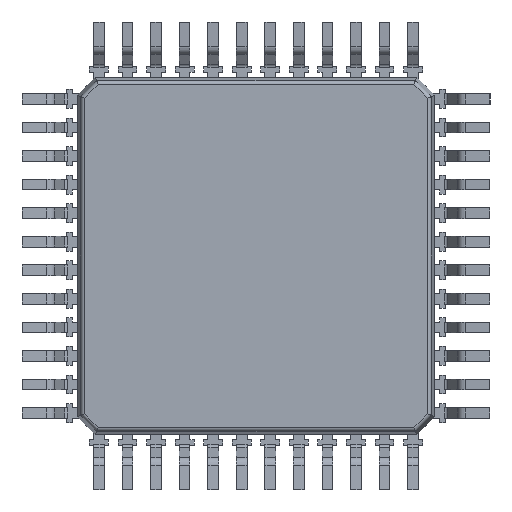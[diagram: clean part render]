
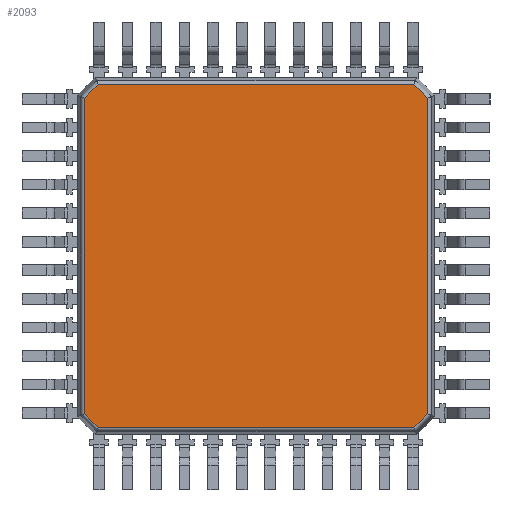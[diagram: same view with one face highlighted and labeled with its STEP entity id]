
A CAD part, front view. The second image highlights one B-rep face of the part: STEP entity #2093.
In plain terms, the highlighted planar face has unit normal (0, -1, 0).
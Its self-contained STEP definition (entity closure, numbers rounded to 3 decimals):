
#227 = LINE ( 'NONE', #20413, #2031 ) ;
#1230 = LINE ( 'NONE', #16290, #14511 ) ;
#1504 = DIRECTION ( 'NONE',  ( 0., 0., 1. ) ) ;
#1902 = ORIENTED_EDGE ( 'NONE', *, *, #6980, .T. ) ;
#2031 = VECTOR ( 'NONE', #30767, 1000. ) ;
#2093 = ADVANCED_FACE ( 'NONE', ( #9074 ), #21564, .F. ) ;
#2347 = VERTEX_POINT ( 'NONE', #3010 ) ;
#2712 = ORIENTED_EDGE ( 'NONE', *, *, #14366, .T. ) ;
#3010 = CARTESIAN_POINT ( 'NONE',  ( -4.421, 0.15, 4.808 ) ) ;
#3673 = CARTESIAN_POINT ( 'NONE',  ( -4.808, 0.15, -4.454 ) ) ;
#3898 = DIRECTION ( 'NONE',  ( -0.707, 0., 0.707 ) ) ;
#4017 = LINE ( 'NONE', #24366, #4897 ) ;
#4082 = EDGE_CURVE ( 'NONE', #14947, #17678, #29652, .T. ) ;
#4897 = VECTOR ( 'NONE', #1504, 1000. ) ;
#5197 = CARTESIAN_POINT ( 'NONE',  ( -4.832, 0.15, 4.397 ) ) ;
#5764 = CARTESIAN_POINT ( 'NONE',  ( 4.808, 0.15, 4.421 ) ) ;
#6241 = ORIENTED_EDGE ( 'NONE', *, *, #15853, .T. ) ;
#6416 = CARTESIAN_POINT ( 'NONE',  ( -4.421, 0.15, -4.808 ) ) ;
#6495 = CARTESIAN_POINT ( 'NONE',  ( 4.421, 0.15, 4.808 ) ) ;
#6980 = EDGE_CURVE ( 'NONE', #10016, #14947, #21841, .T. ) ;
#7314 = EDGE_CURVE ( 'NONE', #9930, #17515, #11331, .T. ) ;
#8295 = VECTOR ( 'NONE', #26813, 1000. ) ;
#8915 = CARTESIAN_POINT ( 'NONE',  ( 5., 0.15, 5. ) ) ;
#9074 = FACE_OUTER_BOUND ( 'NONE', #23831, .T. ) ;
#9825 = VERTEX_POINT ( 'NONE', #6495 ) ;
#9930 = VERTEX_POINT ( 'NONE', #17496 ) ;
#10016 = VERTEX_POINT ( 'NONE', #23152 ) ;
#11280 = DIRECTION ( 'NONE',  ( -1., 0., 0. ) ) ;
#11331 = LINE ( 'NONE', #26650, #8295 ) ;
#11377 = EDGE_CURVE ( 'NONE', #26158, #9825, #22217, .T. ) ;
#11915 = ORIENTED_EDGE ( 'NONE', *, *, #4082, .T. ) ;
#12322 = ORIENTED_EDGE ( 'NONE', *, *, #11377, .T. ) ;
#13586 = DIRECTION ( 'NONE',  ( 0., 0., 1. ) ) ;
#13638 = ORIENTED_EDGE ( 'NONE', *, *, #30198, .T. ) ;
#14366 = EDGE_CURVE ( 'NONE', #17515, #26158, #4017, .T. ) ;
#14445 = VECTOR ( 'NONE', #3898, 1000. ) ;
#14511 = VECTOR ( 'NONE', #11280, 1000. ) ;
#14947 = VERTEX_POINT ( 'NONE', #30289 ) ;
#15808 = CARTESIAN_POINT ( 'NONE',  ( 4.808, 0.15, -4.421 ) ) ;
#15853 = EDGE_CURVE ( 'NONE', #2347, #10016, #28038, .T. ) ;
#16290 = CARTESIAN_POINT ( 'NONE',  ( -4.454, 0.15, 4.808 ) ) ;
#16362 = VECTOR ( 'NONE', #19955, 1000. ) ;
#16739 = DIRECTION ( 'NONE',  ( 0., 1., 0. ) ) ;
#16917 = CARTESIAN_POINT ( 'NONE',  ( 4.397, 0.15, 4.832 ) ) ;
#17143 = CARTESIAN_POINT ( 'NONE',  ( -4.397, 0.15, -4.832 ) ) ;
#17496 = CARTESIAN_POINT ( 'NONE',  ( 4.421, 0.15, -4.808 ) ) ;
#17515 = VERTEX_POINT ( 'NONE', #15808 ) ;
#17678 = VERTEX_POINT ( 'NONE', #6416 ) ;
#19955 = DIRECTION ( 'NONE',  ( 0.707, 0., -0.707 ) ) ;
#20413 = CARTESIAN_POINT ( 'NONE',  ( 4.454, 0.15, -4.808 ) ) ;
#21442 = ORIENTED_EDGE ( 'NONE', *, *, #21672, .T. ) ;
#21564 = PLANE ( 'NONE',  #30044 ) ;
#21672 = EDGE_CURVE ( 'NONE', #9825, #2347, #1230, .T. ) ;
#21841 = LINE ( 'NONE', #3673, #28999 ) ;
#22217 = LINE ( 'NONE', #16917, #14445 ) ;
#23152 = CARTESIAN_POINT ( 'NONE',  ( -4.808, 0.15, 4.421 ) ) ;
#23532 = DIRECTION ( 'NONE',  ( -0.707, 0., -0.707 ) ) ;
#23627 = VECTOR ( 'NONE', #23532, 1000. ) ;
#23831 = EDGE_LOOP ( 'NONE', ( #13638, #32917, #2712, #12322, #21442, #6241, #1902, #11915 ) ) ;
#24366 = CARTESIAN_POINT ( 'NONE',  ( 4.808, 0.15, 4.454 ) ) ;
#26158 = VERTEX_POINT ( 'NONE', #5764 ) ;
#26650 = CARTESIAN_POINT ( 'NONE',  ( 4.832, 0.15, -4.397 ) ) ;
#26813 = DIRECTION ( 'NONE',  ( 0.707, 0., 0.707 ) ) ;
#28038 = LINE ( 'NONE', #5197, #23627 ) ;
#28999 = VECTOR ( 'NONE', #29526, 1000. ) ;
#29526 = DIRECTION ( 'NONE',  ( 0., 0., -1. ) ) ;
#29652 = LINE ( 'NONE', #17143, #16362 ) ;
#30044 = AXIS2_PLACEMENT_3D ( 'NONE', #8915, #16739, #13586 ) ;
#30198 = EDGE_CURVE ( 'NONE', #17678, #9930, #227, .T. ) ;
#30289 = CARTESIAN_POINT ( 'NONE',  ( -4.808, 0.15, -4.421 ) ) ;
#30767 = DIRECTION ( 'NONE',  ( 1., 0., 0. ) ) ;
#32917 = ORIENTED_EDGE ( 'NONE', *, *, #7314, .T. ) ;
